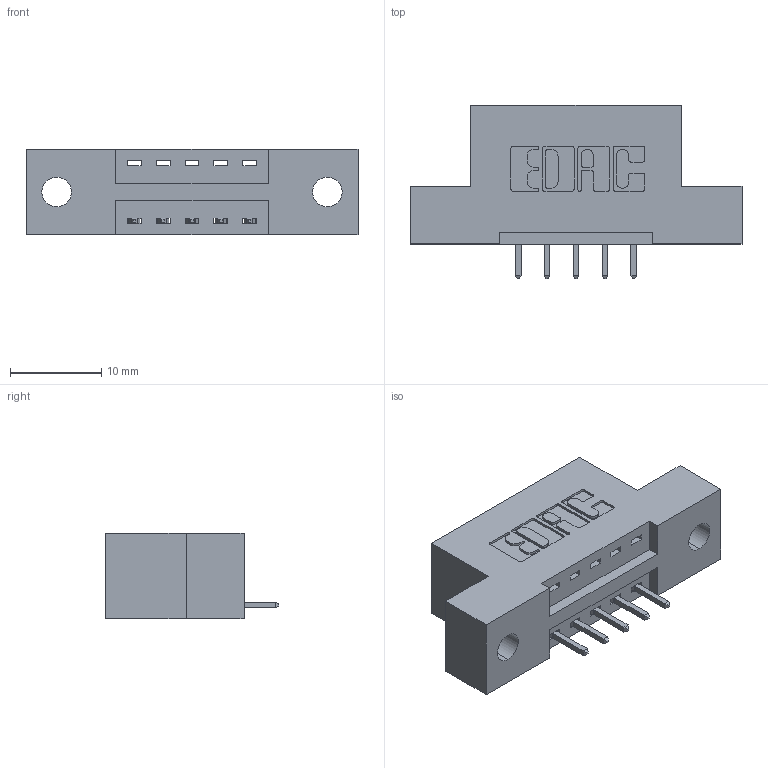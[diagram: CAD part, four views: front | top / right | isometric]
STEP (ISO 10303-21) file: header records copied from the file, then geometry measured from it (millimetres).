
FILE_DESCRIPTION (( 'STEP AP203' ), '1' );
FILE_NAME ('396-005-521-102.STEP', '2022-05-17T08:24:50', ( '' ), ( '' ), 'SwSTEP 2.0', 'SolidWorks 2020', '' );
FILE_SCHEMA (( 'CONFIG_CONTROL_DESIGN' ));
Length unit declared in the file: inch
Products named in the file (3): 345-292-001_345-293-121; 346 Part_Flush Mounting Lugs - 0.128 Dia; 396-005-521-102
Assembly tree (6 placements, depth 2):
  396-005-521-102
    346 Part_Flush Mounting Lugs - 0.128 Dia
    345-292-001_345-293-121  x5
Bounding box: 36.45 x 19.05 x 9.4 mm (x, y, z)
Volume: 3183.1 mm3; surface area: 3251.4 mm2
Topology: 6 solids, 6 shells, 412 faces, 1209 edges, 798 vertices
Faces by surface type: plane 276, cylinder 136
Entity records: 8105 total; most frequent: CARTESIAN_POINT 1407, ORIENTED_EDGE 1346, DIRECTION 1287, EDGE_CURVE 673, VECTOR 521, LINE 521, VERTEX_POINT 446, AXIS2_PLACEMENT_3D 383
